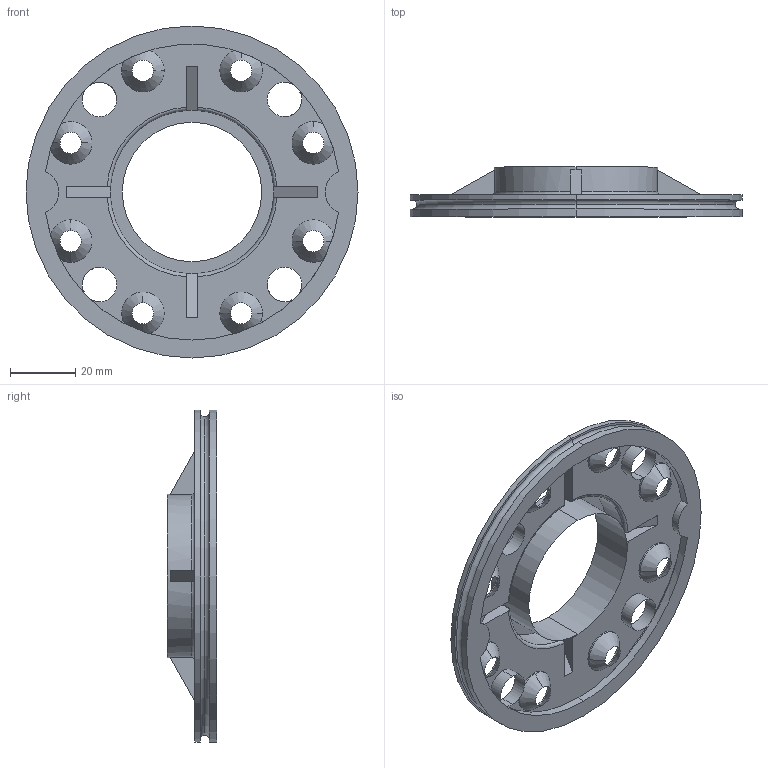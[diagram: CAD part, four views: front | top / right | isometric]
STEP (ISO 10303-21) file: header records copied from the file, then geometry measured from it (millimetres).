
FILE_DESCRIPTION (( 'STEP AP214' ), '1' );
FILE_NAME ('1806207C.STEP', '2019-09-03T11:13:38', ( '' ), ( '' ), 'SwSTEP 2.0', 'SolidWorks 2018', '' );
FILE_SCHEMA (( 'AUTOMOTIVE_DESIGN' ));
Length unit declared in the file: millimetre
Products named in the file (1): 1806207C
Bounding box: 101.5 x 15.2 x 101.5 mm (x, y, z)
Volume: 31820.6 mm3; surface area: 20330.6 mm2
Topology: 1 solids, 1 shells, 103 faces, 265 edges, 164 vertices
Faces by surface type: cylinder 53, plane 26, cone 16, torus 8
Entity records: 3311 total; most frequent: CARTESIAN_POINT 663, DIRECTION 581, ORIENTED_EDGE 530, EDGE_CURVE 265, AXIS2_PLACEMENT_3D 234, VERTEX_POINT 164, CIRCLE 130, EDGE_LOOP 129
